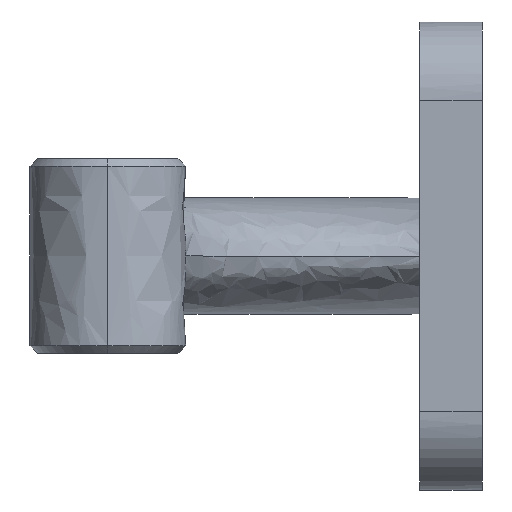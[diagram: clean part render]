
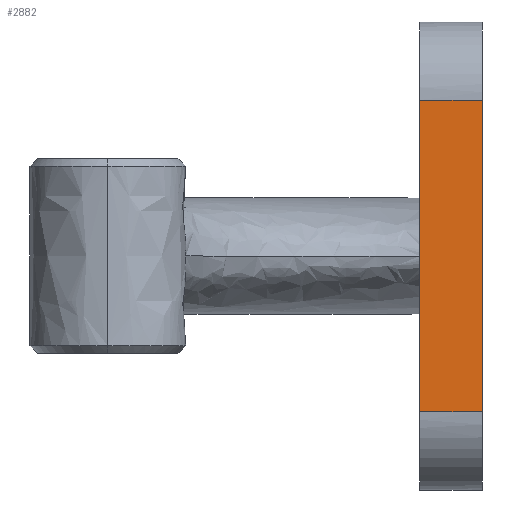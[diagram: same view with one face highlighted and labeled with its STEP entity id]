
A CAD part, left-side view. The second image highlights one B-rep face of the part: STEP entity #2882.
In plain terms, the highlighted free-form (B-spline) face has degree [1, 1] with [2, 2] control points.
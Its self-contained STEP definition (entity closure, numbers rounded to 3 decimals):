
#723 = VERTEX_POINT('',#724);
#724 = CARTESIAN_POINT('',(-30.094,9.63,
    -0.001));
#2882 = ADVANCED_FACE('',(#2883),#2918,.F.);
#2883 = FACE_BOUND('',#2884,.T.);
#2884 = EDGE_LOOP('',(#2885,#2892,#2899,#2906,#2913));
#2885 = ORIENTED_EDGE('',*,*,#2886,.F.);
#2886 = EDGE_CURVE('',#2887,#723,#2889,.T.);
#2887 = VERTEX_POINT('',#2888);
#2888 = CARTESIAN_POINT('',(-30.094,9.63,
    -24.075));
#2889 = B_SPLINE_CURVE_WITH_KNOTS('',1,(#2890,#2891),.UNSPECIFIED.,.F.,
  .F.,(2,2),(10.,29.999),.PIECEWISE_BEZIER_KNOTS.);
#2890 = CARTESIAN_POINT('',(-30.094,9.63,
    -24.075));
#2891 = CARTESIAN_POINT('',(-30.094,9.63,
    -0.001));
#2892 = ORIENTED_EDGE('',*,*,#2893,.T.);
#2893 = EDGE_CURVE('',#2887,#2894,#2896,.T.);
#2894 = VERTEX_POINT('',#2895);
#2895 = CARTESIAN_POINT('',(-30.094,0.,-24.075));
#2896 = B_SPLINE_CURVE_WITH_KNOTS('',1,(#2897,#2898),.UNSPECIFIED.,.F.,
  .F.,(2,2),(0.,8.),.PIECEWISE_BEZIER_KNOTS.);
#2897 = CARTESIAN_POINT('',(-30.094,9.63,
    -24.075));
#2898 = CARTESIAN_POINT('',(-30.094,0.,-24.075));
#2899 = ORIENTED_EDGE('',*,*,#2900,.T.);
#2900 = EDGE_CURVE('',#2894,#2901,#2903,.T.);
#2901 = VERTEX_POINT('',#2902);
#2902 = CARTESIAN_POINT('',(-30.094,0.,24.075));
#2903 = B_SPLINE_CURVE_WITH_KNOTS('',1,(#2904,#2905),.UNSPECIFIED.,.F.,
  .F.,(2,2),(10.,50.),.PIECEWISE_BEZIER_KNOTS.);
#2904 = CARTESIAN_POINT('',(-30.094,0.,-24.075));
#2905 = CARTESIAN_POINT('',(-30.094,0.,24.075));
#2906 = ORIENTED_EDGE('',*,*,#2907,.T.);
#2907 = EDGE_CURVE('',#2901,#2908,#2910,.T.);
#2908 = VERTEX_POINT('',#2909);
#2909 = CARTESIAN_POINT('',(-30.094,9.63,
    24.075));
#2910 = B_SPLINE_CURVE_WITH_KNOTS('',1,(#2911,#2912),.UNSPECIFIED.,.F.,
  .F.,(2,2),(-8.,0.),.PIECEWISE_BEZIER_KNOTS.);
#2911 = CARTESIAN_POINT('',(-30.094,0.,24.075));
#2912 = CARTESIAN_POINT('',(-30.094,9.63,
    24.075));
#2913 = ORIENTED_EDGE('',*,*,#2914,.F.);
#2914 = EDGE_CURVE('',#723,#2908,#2915,.T.);
#2915 = B_SPLINE_CURVE_WITH_KNOTS('',1,(#2916,#2917),.UNSPECIFIED.,.F.,
  .F.,(2,2),(29.999,50.),.PIECEWISE_BEZIER_KNOTS.);
#2916 = CARTESIAN_POINT('',(-30.094,9.63,
    -0.001));
#2917 = CARTESIAN_POINT('',(-30.094,9.63,
    24.075));
#2918 = B_SPLINE_SURFACE_WITH_KNOTS('',1,1,(
    (#2919,#2920)
    ,(#2921,#2922
    )),.UNSPECIFIED.,.F.,.F.,.F.,(2,2),(2,2),(-50.,-10.),(-8.,0.),
  .PIECEWISE_BEZIER_KNOTS.);
#2919 = CARTESIAN_POINT('',(-30.094,0.,24.075));
#2920 = CARTESIAN_POINT('',(-30.094,9.63,
    24.075));
#2921 = CARTESIAN_POINT('',(-30.094,0.,-24.075));
#2922 = CARTESIAN_POINT('',(-30.094,9.63,
    -24.075));
